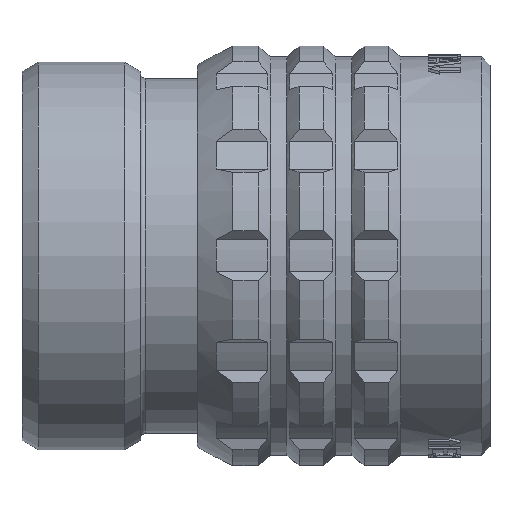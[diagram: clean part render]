
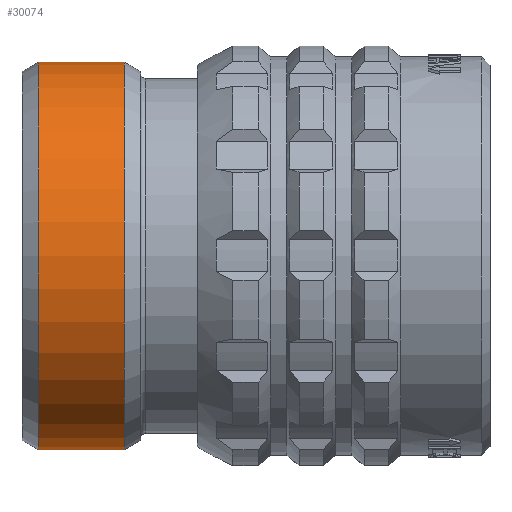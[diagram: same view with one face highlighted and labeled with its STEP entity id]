
A CAD part, top view. The second image highlights one B-rep face of the part: STEP entity #30074.
In plain terms, the highlighted cylindrical face has radius 11.925 mm (diameter 23.85 mm), a partial arc.
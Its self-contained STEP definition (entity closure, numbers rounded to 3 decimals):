
#8222=CARTESIAN_POINT('',(1.,0.,0.));
#8223=DIRECTION('',(1.,0.,0.));
#8224=DIRECTION('',(0.,1.,0.));
#8225=AXIS2_PLACEMENT_3D('',#8222,#8223,#8224);
#8227=CARTESIAN_POINT('',(6.3,0.,0.));
#8228=DIRECTION('',(1.,0.,0.));
#8229=DIRECTION('',(0.,1.,0.));
#8230=AXIS2_PLACEMENT_3D('',#8227,#8228,#8229);
#8232=DIRECTION('',(-1.,0.,0.));
#8233=VECTOR('',#8232,5.3);
#8234=CARTESIAN_POINT('',(6.3,11.925,0.));
#8235=LINE('1448',#8234,#8233);
#8236=DIRECTION('',(-1.,0.,0.));
#8237=VECTOR('',#8236,5.3);
#8238=CARTESIAN_POINT('',(6.3,-11.925,0.));
#8239=LINE('1454',#8238,#8237);
#18440=CARTESIAN_POINT('',(6.3,11.925,0.));
#18442=VERTEX_POINT('',#18440);
#18443=CARTESIAN_POINT('',(1.,11.925,0.));
#18444=VERTEX_POINT('',#18443);
#18452=CARTESIAN_POINT('',(6.3,-11.925,0.));
#18454=VERTEX_POINT('',#18452);
#18455=CARTESIAN_POINT('',(1.,-11.925,0.));
#18456=VERTEX_POINT('',#18455);
#30060=CARTESIAN_POINT('',(-1.44,0.,0.));
#30061=DIRECTION('',(1.,0.,0.));
#30062=DIRECTION('',(0.,-1.,0.));
#30063=AXIS2_PLACEMENT_3D('',#30060,#30061,#30062);
#30064=CYLINDRICAL_SURFACE('278',#30063,11.925);
#30066=ORIENTED_EDGE('1448',*,*,#30065,.F.);
#30068=ORIENTED_EDGE('1466',*,*,#30067,.T.);
#30070=ORIENTED_EDGE('1454',*,*,#30069,.T.);
#30071=ORIENTED_EDGE('1467',*,*,#30046,.F.);
#30072=EDGE_LOOP('278',(#30066,#30068,#30070,#30071));
#30073=FACE_OUTER_BOUND('278',#30072,.F.);
#8226=CIRCLE('1467',#8225,11.925);
#8231=CIRCLE('1466',#8230,11.925);
#30046=EDGE_CURVE('1467',#18444,#18456,#8226,.T.);
#30065=EDGE_CURVE('1448',#18442,#18444,#8235,.T.);
#30067=EDGE_CURVE('1466',#18442,#18454,#8231,.T.);
#30069=EDGE_CURVE('1454',#18454,#18456,#8239,.T.);
#30074=ADVANCED_FACE('278',(#30073),#30064,.T.);
